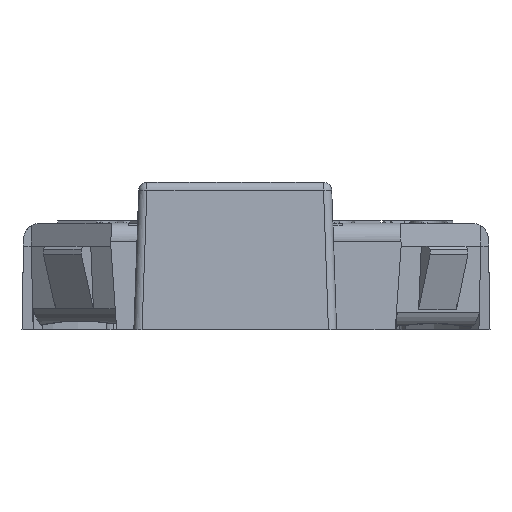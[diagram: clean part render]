
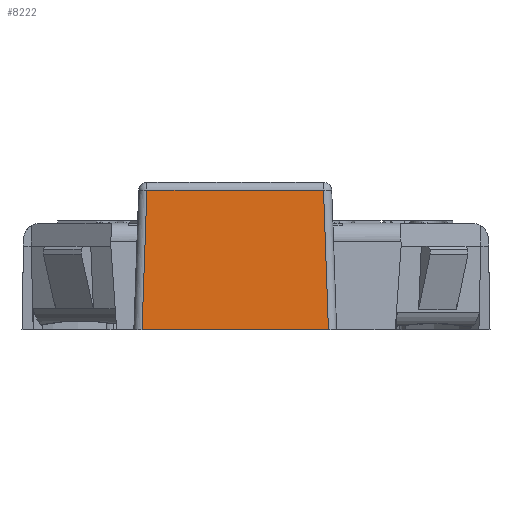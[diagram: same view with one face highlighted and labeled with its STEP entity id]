
A CAD part, front view. The second image highlights one B-rep face of the part: STEP entity #8222.
In plain terms, the highlighted planar face has unit normal (0, -0.999, 0.052).
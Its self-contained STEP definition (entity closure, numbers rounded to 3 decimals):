
#281=PLANE('',#8804);
#866=FACE_OUTER_BOUND('',#1360,.T.);
#1360=EDGE_LOOP('',(#6630,#6631,#6632,#6633));
#1924=LINE('',#12846,#2779);
#2120=LINE('',#13859,#2975);
#2121=LINE('',#13860,#2976);
#2122=LINE('',#13861,#2977);
#2779=VECTOR('',#9500,11.39);
#2975=VECTOR('',#10058,10.794);
#2976=VECTOR('',#10059,8.543);
#2977=VECTOR('',#10060,8.543);
#3882=VERTEX_POINT('',#12840);
#3883=VERTEX_POINT('',#12845);
#4066=VERTEX_POINT('',#13857);
#4067=VERTEX_POINT('',#13858);
#4713=EDGE_CURVE('',#3883,#3882,#1924,.T.);
#5025=EDGE_CURVE('',#4066,#4067,#2120,.T.);
#5026=EDGE_CURVE('',#4067,#3883,#2121,.T.);
#5027=EDGE_CURVE('',#3882,#4066,#2122,.T.);
#6630=ORIENTED_EDGE('',*,*,#5025,.T.);
#6631=ORIENTED_EDGE('',*,*,#5026,.T.);
#6632=ORIENTED_EDGE('',*,*,#4713,.T.);
#6633=ORIENTED_EDGE('',*,*,#5027,.T.);
#8222=ADVANCED_FACE('',(#866),#281,.T.);
#8804=AXIS2_PLACEMENT_3D('',#13856,#10056,#10057);
#9500=DIRECTION('',(1.,0.,0.));
#10056=DIRECTION('center_axis',(0.,-0.999,
0.052));
#10057=DIRECTION('ref_axis',(0.,0.052,0.999));
#10058=DIRECTION('',(-1.,0.,0.));
#10059=DIRECTION('',(-0.035,-0.052,-0.998));
#10060=DIRECTION('',(-0.035,0.052,0.998));
#12840=CARTESIAN_POINT('',(4.425,-18.872,-0.27));
#12845=CARTESIAN_POINT('',(-6.965,-18.872,-0.27));
#12846=CARTESIAN_POINT('',(0.,-18.872,-0.27));
#13856=CARTESIAN_POINT('Origin',(-6.6,-18.4,8.73));
#13857=CARTESIAN_POINT('',(4.127,-18.425,8.256));
#13858=CARTESIAN_POINT('',(-6.667,-18.425,8.256));
#13859=CARTESIAN_POINT('',(-6.6,-18.425,8.256));
#13860=CARTESIAN_POINT('',(-6.651,-18.4,8.732));
#13861=CARTESIAN_POINT('',(4.128,-18.426,8.23));
